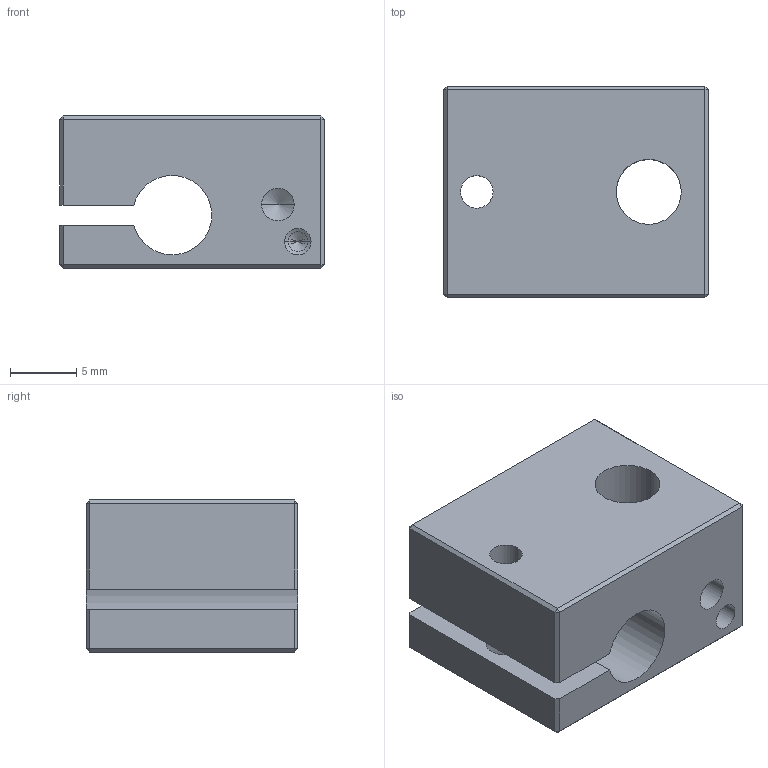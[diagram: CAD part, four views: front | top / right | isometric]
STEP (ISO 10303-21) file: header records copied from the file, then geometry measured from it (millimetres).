
FILE_DESCRIPTION((''),'2;1');
FILE_NAME('HEAT_BLOCK','2023-02-15T17:17:45',('matteo.grassi'),(''),'CREO PARAMETRIC BY PTC INC, 2018020','CREO PARAMETRIC BY PTC INC, 2018020','');
FILE_SCHEMA(('AUTOMOTIVE_DESIGN { 1 0 10303 214 1 1 1 1 }'));
Length unit declared in the file: millimetre
Products named in the file (1): HEAT_BLOCK
Bounding box: 20 x 16 x 11.5 mm (x, y, z)
Volume: 2786.8 mm3; surface area: 2050.3 mm2
Topology: 1 solids, 1 shells, 50 faces, 114 edges, 64 vertices
Faces by surface type: plane 31, cylinder 13, cone 6
Entity records: 1849 total; most frequent: DIRECTION 240, CARTESIAN_POINT 227, ORIENTED_EDGE 220, PRESENTATION_STYLE_ASSIGNMENT 111, STYLED_ITEM 111, CURVE_STYLE 110, EDGE_CURVE 110, COLOUR_RGB 106
